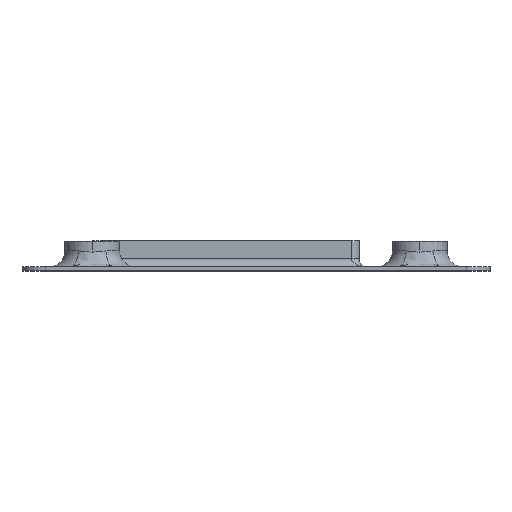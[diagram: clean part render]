
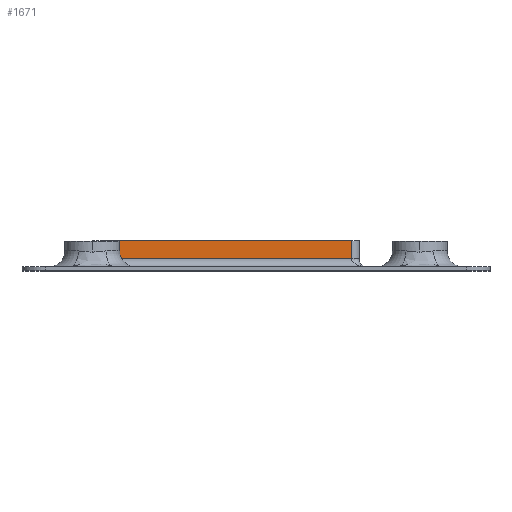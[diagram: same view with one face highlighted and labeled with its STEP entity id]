
A CAD part, top view. The second image highlights one B-rep face of the part: STEP entity #1671.
In plain terms, the highlighted planar face has unit normal (0, 0, 1).
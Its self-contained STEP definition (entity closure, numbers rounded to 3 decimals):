
#71 = DIRECTION ( 'NONE',  ( 0., 1., 0. ) ) ;
#143 = EDGE_CURVE ( 'NONE', #1386, #582, #2255, .T. ) ;
#172 = LINE ( 'NONE', #2317, #2759 ) ;
#376 = CARTESIAN_POINT ( 'NONE',  ( 13.23, 3.81, 8.8 ) ) ;
#458 = CARTESIAN_POINT ( 'NONE',  ( -20., 3.81, 8.8 ) ) ;
#468 = ORIENTED_EDGE ( 'NONE', *, *, #1479, .T. ) ;
#581 = DIRECTION ( 'NONE',  ( 0., 0., -1. ) ) ;
#582 = VERTEX_POINT ( 'NONE', #1142 ) ;
#614 = CARTESIAN_POINT ( 'NONE',  ( 12.23, 3.81, 8.8 ) ) ;
#697 = AXIS2_PLACEMENT_3D ( 'NONE', #376, #581, #1006 ) ;
#776 = CARTESIAN_POINT ( 'NONE',  ( -20., 3.81, 8.8 ) ) ;
#863 = DIRECTION ( 'NONE',  ( 0., -1., 0. ) ) ;
#889 = CARTESIAN_POINT ( 'NONE',  ( -20., 1.5, 8.8 ) ) ;
#911 = VECTOR ( 'NONE', #1034, 1000. ) ;
#921 = VECTOR ( 'NONE', #863, 1000. ) ;
#1006 = DIRECTION ( 'NONE',  ( -1., 0., 0. ) ) ;
#1023 = ORIENTED_EDGE ( 'NONE', *, *, #143, .T. ) ;
#1034 = DIRECTION ( 'NONE',  ( 1., 0., 0. ) ) ;
#1097 = LINE ( 'NONE', #1789, #2479 ) ;
#1142 = CARTESIAN_POINT ( 'NONE',  ( 12.23, 1.5, 8.8 ) ) ;
#1386 = VERTEX_POINT ( 'NONE', #889 ) ;
#1429 = VERTEX_POINT ( 'NONE', #458 ) ;
#1454 = EDGE_CURVE ( 'NONE', #1429, #1862, #172, .T. ) ;
#1479 = EDGE_CURVE ( 'NONE', #582, #1862, #1097, .T. ) ;
#1647 = ORIENTED_EDGE ( 'NONE', *, *, #1454, .F. ) ;
#1671 = ADVANCED_FACE ( 'NONE', ( #1757 ), #2404, .F. ) ;
#1757 = FACE_OUTER_BOUND ( 'NONE', #2235, .T. ) ;
#1789 = CARTESIAN_POINT ( 'NONE',  ( 12.23, 3.81, 8.8 ) ) ;
#1862 = VERTEX_POINT ( 'NONE', #614 ) ;
#2235 = EDGE_LOOP ( 'NONE', ( #1647, #2421, #1023, #468 ) ) ;
#2255 = LINE ( 'NONE', #2606, #911 ) ;
#2317 = CARTESIAN_POINT ( 'NONE',  ( 13.23, 3.81, 8.8 ) ) ;
#2404 = PLANE ( 'NONE',  #697 ) ;
#2421 = ORIENTED_EDGE ( 'NONE', *, *, #2718, .T. ) ;
#2479 = VECTOR ( 'NONE', #71, 1000. ) ;
#2606 = CARTESIAN_POINT ( 'NONE',  ( 13.23, 1.5, 8.8 ) ) ;
#2718 = EDGE_CURVE ( 'NONE', #1429, #1386, #2867, .T. ) ;
#2754 = DIRECTION ( 'NONE',  ( 1., 0., 0. ) ) ;
#2759 = VECTOR ( 'NONE', #2754, 1000. ) ;
#2867 = LINE ( 'NONE', #776, #921 ) ;
